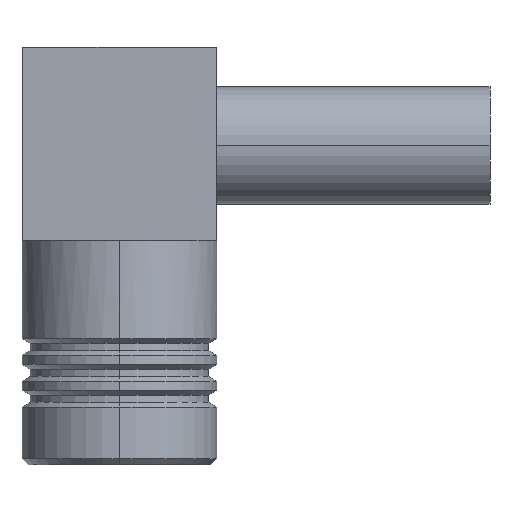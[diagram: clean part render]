
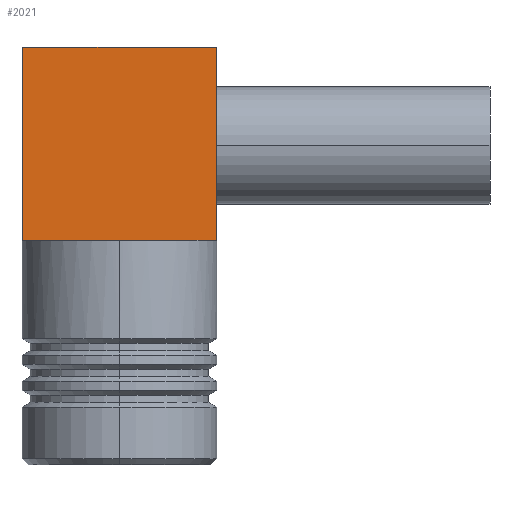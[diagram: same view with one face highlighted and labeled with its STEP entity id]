
A CAD part, left-side view. The second image highlights one B-rep face of the part: STEP entity #2021.
In plain terms, the highlighted planar face has unit normal (-1, 0, 0).
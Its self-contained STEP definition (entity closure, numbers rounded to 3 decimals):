
#28 = CARTESIAN_POINT ( 'NONE',  ( -3.175, -3.18, -1.905 ) ) ;
#53 = CARTESIAN_POINT ( 'NONE',  ( -3.175, -8.68, -6.35 ) ) ;
#73 = LINE ( 'NONE', #2107, #2003 ) ;
#103 = DIRECTION ( 'NONE',  ( 1., 0., 0. ) ) ;
#106 = LINE ( 'NONE', #3078, #4054 ) ;
#189 = CARTESIAN_POINT ( 'NONE',  ( -3.175, 3.17, 0. ) ) ;
#291 = EDGE_CURVE ( 'NONE', #3344, #4225, #106, .T. ) ;
#424 = CARTESIAN_POINT ( 'NONE',  ( -3.175, -0.399, -6.35 ) ) ;
#446 = EDGE_CURVE ( 'NONE', #3344, #4178, #2451, .T. ) ;
#677 = VECTOR ( 'NONE', #2357, 1000. ) ;
#772 = DIRECTION ( 'NONE',  ( 0., 1., 0. ) ) ;
#809 = FACE_OUTER_BOUND ( 'NONE', #1986, .T. ) ;
#888 = ORIENTED_EDGE ( 'NONE', *, *, #446, .F. ) ;
#898 = ORIENTED_EDGE ( 'NONE', *, *, #3720, .F. ) ;
#1094 = CARTESIAN_POINT ( 'NONE',  ( -3.175, -8.68, 0. ) ) ;
#1211 = AXIS2_PLACEMENT_3D ( 'NONE', #1622, #103, #2776 ) ;
#1301 = VECTOR ( 'NONE', #772, 1000. ) ;
#1588 = PLANE ( 'NONE',  #1211 ) ;
#1622 = CARTESIAN_POINT ( 'NONE',  ( -3.175, -8.68, 0. ) ) ;
#1986 = EDGE_LOOP ( 'NONE', ( #4936, #3719, #888, #4043, #898, #2076 ) ) ;
#2003 = VECTOR ( 'NONE', #2488, 1000. ) ;
#2021 = ADVANCED_FACE ( 'NONE', ( #809 ), #1588, .F. ) ;
#2028 = CARTESIAN_POINT ( 'NONE',  ( -3.175, 0.399, -6.35 ) ) ;
#2070 = VERTEX_POINT ( 'NONE', #2437 ) ;
#2076 = ORIENTED_EDGE ( 'NONE', *, *, #4789, .F. ) ;
#2107 = CARTESIAN_POINT ( 'NONE',  ( -3.175, 3.17, 0. ) ) ;
#2357 = DIRECTION ( 'NONE',  ( 0., 1., 0. ) ) ;
#2437 = CARTESIAN_POINT ( 'NONE',  ( -3.175, -3.18, 0. ) ) ;
#2451 = LINE ( 'NONE', #2933, #1301 ) ;
#2488 = DIRECTION ( 'NONE',  ( 0., 0., -1. ) ) ;
#2688 = CARTESIAN_POINT ( 'NONE',  ( -3.175, 3.17, -6.35 ) ) ;
#2714 = DIRECTION ( 'NONE',  ( 0., 0., -1. ) ) ;
#2720 = LINE ( 'NONE', #53, #677 ) ;
#2776 = DIRECTION ( 'NONE',  ( 0., 0., -1. ) ) ;
#2882 = VERTEX_POINT ( 'NONE', #189 ) ;
#2933 = CARTESIAN_POINT ( 'NONE',  ( -3.175, -8.68, -6.35 ) ) ;
#3078 = CARTESIAN_POINT ( 'NONE',  ( -3.175, 2.035, -6.35 ) ) ;
#3344 = VERTEX_POINT ( 'NONE', #2028 ) ;
#3431 = LINE ( 'NONE', #1094, #4317 ) ;
#3611 = VECTOR ( 'NONE', #2714, 1000. ) ;
#3719 = ORIENTED_EDGE ( 'NONE', *, *, #4446, .T. ) ;
#3720 = EDGE_CURVE ( 'NONE', #4640, #4225, #2720, .T. ) ;
#3735 = LINE ( 'NONE', #28, #3611 ) ;
#4043 = ORIENTED_EDGE ( 'NONE', *, *, #291, .T. ) ;
#4054 = VECTOR ( 'NONE', #4550, 1000. ) ;
#4120 = EDGE_CURVE ( 'NONE', #2070, #2882, #3431, .T. ) ;
#4178 = VERTEX_POINT ( 'NONE', #2688 ) ;
#4225 = VERTEX_POINT ( 'NONE', #424 ) ;
#4317 = VECTOR ( 'NONE', #4527, 1000. ) ;
#4446 = EDGE_CURVE ( 'NONE', #2882, #4178, #73, .T. ) ;
#4527 = DIRECTION ( 'NONE',  ( 0., 1., 0. ) ) ;
#4550 = DIRECTION ( 'NONE',  ( 0., -1., 0. ) ) ;
#4640 = VERTEX_POINT ( 'NONE', #4898 ) ;
#4789 = EDGE_CURVE ( 'NONE', #2070, #4640, #3735, .T. ) ;
#4898 = CARTESIAN_POINT ( 'NONE',  ( -3.175, -3.18, -6.35 ) ) ;
#4936 = ORIENTED_EDGE ( 'NONE', *, *, #4120, .T. ) ;
